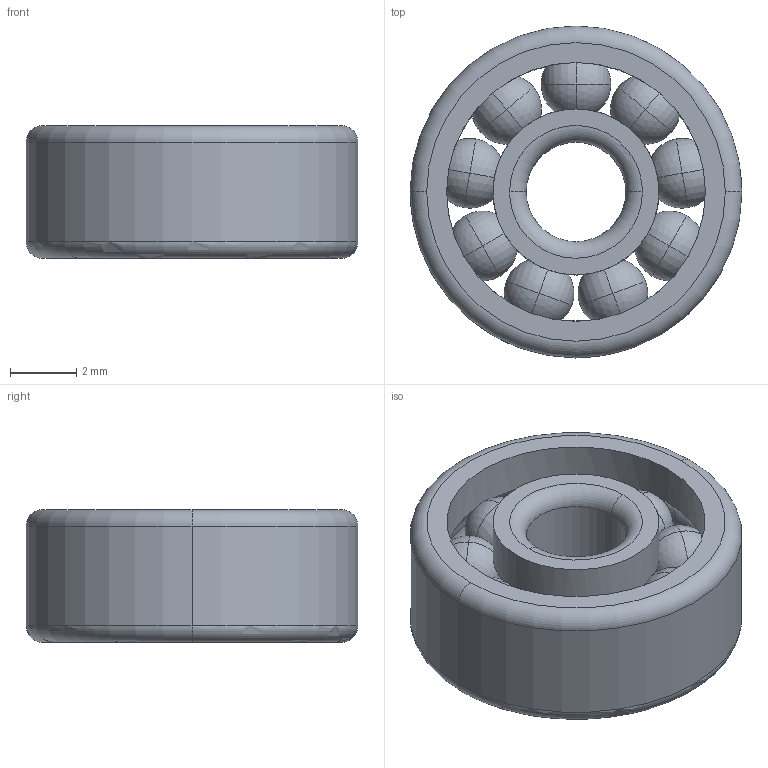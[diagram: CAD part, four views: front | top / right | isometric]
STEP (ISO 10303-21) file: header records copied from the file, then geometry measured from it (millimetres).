
FILE_DESCRIPTION(('CATIA V5 STEP Exchange'),'2;1');
FILE_NAME('Bearing 623 ZZ.stp','2023-01-26T17:53:13+00:00',('none'),('none'),'CATIA Version 5 Release 20 GA (IN-10)','CATIA V5 STEP AP203','none');
FILE_SCHEMA(('CONFIG_CONTROL_DESIGN'));
Length unit declared in the file: millimetre
Products named in the file (1): Bearing 623 ZZ
Bounding box: 10 x 10 x 4 mm (x, y, z)
Volume: 199.3 mm3; surface area: 486.8 mm2
Topology: 1 solids, 1 shells, 140 faces, 442 edges, 216 vertices
Faces by surface type: sphere 72, torus 52, cylinder 12, plane 4
Entity records: 4502 total; most frequent: CARTESIAN_POINT 1329, ORIENTED_EDGE 740, DIRECTION 500, EDGE_CURVE 370, AXIS2_PLACEMENT_3D 349, VERTEX_POINT 216, CIRCLE 208, B_SPLINE_CURVE_WITH_KNOTS 150
